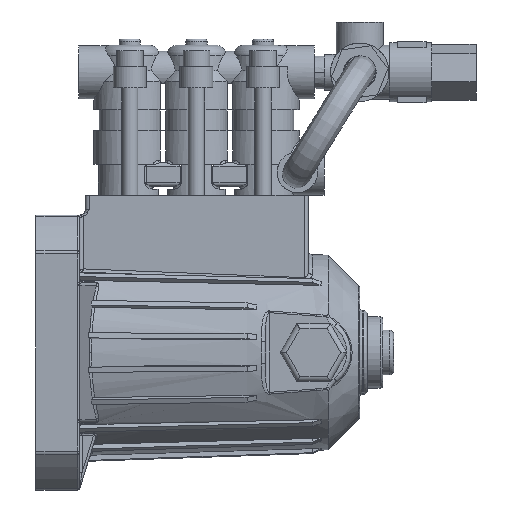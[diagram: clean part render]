
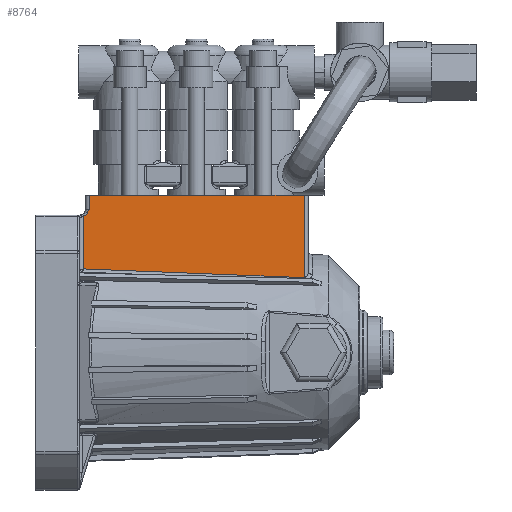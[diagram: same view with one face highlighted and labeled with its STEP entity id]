
A CAD part, front view. The second image highlights one B-rep face of the part: STEP entity #8764.
In plain terms, the highlighted planar face has unit normal (0, -1, 0).
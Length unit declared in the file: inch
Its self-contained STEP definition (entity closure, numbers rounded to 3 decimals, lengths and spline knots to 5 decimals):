
#228 = ORIENTED_EDGE ( 'NONE', *, *, #34992, .T. ) ;
#229 = ORIENTED_EDGE ( 'NONE', *, *, #34993, .T. ) ;
#230 = ORIENTED_EDGE ( 'NONE', *, *, #12355, .T. ) ;
#231 = ORIENTED_EDGE ( 'NONE', *, *, #12351, .T. ) ;
#232 = ORIENTED_EDGE ( 'NONE', *, *, #12465, .T. ) ;
#233 = ORIENTED_EDGE ( 'NONE', *, *, #12452, .T. ) ;
#4426 = LINE ( 'NONE', #8380, #4429 ) ;
#4429 = VECTOR ( 'NONE', #8382, 39.37008 ) ;
#4992 = B_SPLINE_CURVE_WITH_KNOTS ( 'NONE', 3,
 ( #8359, #8361, #8386, #8388, #8389, #8391, #8393, #8394, #8396, #8398 ),
 .UNSPECIFIED., .F., .F.,
 ( 4, 2, 2, 2, 4 ),
 ( -0.00001, 0.00215, 0.00269, 0.00323, 0.00431 ),
 .UNSPECIFIED. ) ;
#8097 = EDGE_LOOP ( 'NONE', ( #228, #229, #230, #231, #232, #233 ) ) ;
#8359 = CARTESIAN_POINT ( 'NONE',  ( -3.20726, -1.72547, 2.725 ) ) ;
#8361 = CARTESIAN_POINT ( 'NONE',  ( -3.22063, -1.72547, 2.7 ) ) ;
#8380 = CARTESIAN_POINT ( 'NONE',  ( -3.20726, -1.72547, 2.625 ) ) ;
#8382 = DIRECTION ( 'NONE',  ( 0., 0., -1. ) ) ;
#8386 = CARTESIAN_POINT ( 'NONE',  ( -3.23419, -1.72547, 2.67499 ) ) ;
#8388 = CARTESIAN_POINT ( 'NONE',  ( -3.25627, -1.72547, 2.64756 ) ) ;
#8389 = CARTESIAN_POINT ( 'NONE',  ( -3.26093, -1.72547, 2.64226 ) ) ;
#8391 = CARTESIAN_POINT ( 'NONE',  ( -3.27085, -1.72547, 2.63209 ) ) ;
#8393 = CARTESIAN_POINT ( 'NONE',  ( -3.2761, -1.72547, 2.62723 ) ) ;
#8394 = CARTESIAN_POINT ( 'NONE',  ( -3.29249, -1.72547, 2.61374 ) ) ;
#8396 = CARTESIAN_POINT ( 'NONE',  ( -3.30433, -1.72547, 2.60607 ) ) ;
#8398 = CARTESIAN_POINT ( 'NONE',  ( -3.31726, -1.72547, 2.59995 ) ) ;
#8764 = ADVANCED_FACE ( 'NONE', ( #31463 ), #33060, .T. ) ;
#10984 = VERTEX_POINT ( 'NONE', #37382 ) ;
#11059 = VERTEX_POINT ( 'NONE', #37477 ) ;
#11294 = VERTEX_POINT ( 'NONE', #37769 ) ;
#11388 = VERTEX_POINT ( 'NONE', #37974 ) ;
#11456 = VERTEX_POINT ( 'NONE', #38056 ) ;
#11521 = VERTEX_POINT ( 'NONE', #38184 ) ;
#12351 = EDGE_CURVE ( 'NONE', #11294, #11456, #31877, .T. ) ;
#12355 = EDGE_CURVE ( 'NONE', #11388, #11294, #38793, .T. ) ;
#12452 = EDGE_CURVE ( 'NONE', #11059, #10984, #38908, .T. ) ;
#12465 = EDGE_CURVE ( 'NONE', #11456, #11059, #38928, .T. ) ;
#31463 = FACE_OUTER_BOUND ( 'NONE', #8097, .T. ) ;
#31877 = B_SPLINE_CURVE_WITH_KNOTS ( 'NONE', 3,
 ( #40590, #40589, #40599, #40600 ),
 .UNSPECIFIED., .F., .F.,
 ( 4, 4 ),
 ( 0., 0.10702 ),
 .UNSPECIFIED. ) ;
#31960 = AXIS2_PLACEMENT_3D ( 'NONE', #33069, #33070, #33071 ) ;
#33060 = PLANE ( 'NONE',  #31960 ) ;
#33069 = CARTESIAN_POINT ( 'NONE',  ( -3.39726, -1.72547, 2.625 ) ) ;
#33070 = DIRECTION ( 'NONE',  ( 0., -1., 0. ) ) ;
#33071 = DIRECTION ( 'NONE',  ( 0., 0., -1. ) ) ;
#34992 = EDGE_CURVE ( 'NONE', #10984, #11521, #4426, .T. ) ;
#34993 = EDGE_CURVE ( 'NONE', #11521, #11388, #4992, .T. ) ;
#37382 = CARTESIAN_POINT ( 'NONE',  ( -3.20726, -1.72547, 3. ) ) ;
#37477 = CARTESIAN_POINT ( 'NONE',  ( 0.89274, -1.72547, 3. ) ) ;
#37769 = CARTESIAN_POINT ( 'NONE',  ( -3.31726, -1.72547, 1.59618 ) ) ;
#37974 = CARTESIAN_POINT ( 'NONE',  ( -3.31726, -1.72547, 2.59995 ) ) ;
#38056 = CARTESIAN_POINT ( 'NONE',  ( 0.89274, -1.72547, 1.42975 ) ) ;
#38184 = CARTESIAN_POINT ( 'NONE',  ( -3.20726, -1.72547, 2.725 ) ) ;
#38793 = LINE ( 'NONE', #40592, #38807 ) ;
#38807 = VECTOR ( 'NONE', #40573, 39.37008 ) ;
#38908 = LINE ( 'NONE', #40936, #38914 ) ;
#38914 = VECTOR ( 'NONE', #40938, 39.37008 ) ;
#38928 = LINE ( 'NONE', #40951, #38936 ) ;
#38936 = VECTOR ( 'NONE', #40961, 39.37008 ) ;
#40573 = DIRECTION ( 'NONE',  ( 0., 0., -1. ) ) ;
#40589 = CARTESIAN_POINT ( 'NONE',  ( -1.91388, -1.72547, 1.54196 ) ) ;
#40590 = CARTESIAN_POINT ( 'NONE',  ( -3.31726, -1.72547, 1.59618 ) ) ;
#40592 = CARTESIAN_POINT ( 'NONE',  ( -3.31726, -1.72547, 2.625 ) ) ;
#40599 = CARTESIAN_POINT ( 'NONE',  ( -0.51054, -1.72547, 1.48663 ) ) ;
#40600 = CARTESIAN_POINT ( 'NONE',  ( 0.89274, -1.72547, 1.42975 ) ) ;
#40936 = CARTESIAN_POINT ( 'NONE',  ( -3.28726, -1.72547, 3. ) ) ;
#40938 = DIRECTION ( 'NONE',  ( -1., 0., 0. ) ) ;
#40951 = CARTESIAN_POINT ( 'NONE',  ( 0.89274, -1.72547, 3. ) ) ;
#40961 = DIRECTION ( 'NONE',  ( 0., 0., 1. ) ) ;
